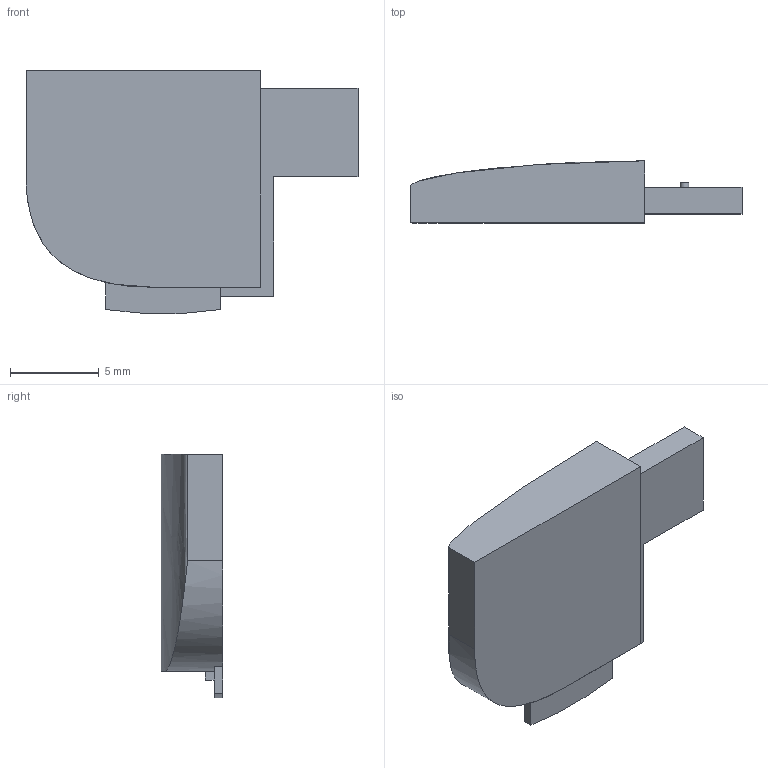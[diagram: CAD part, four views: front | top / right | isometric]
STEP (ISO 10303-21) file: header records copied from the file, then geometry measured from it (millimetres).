
FILE_DESCRIPTION(/* description */ (''),/* implementation_level */ '2;1');
FILE_NAME(/* name */ 'itouch_speaker v2.step',/* time_stamp */ '2019-11-05T18:06:37+08:00',/* author */ (''),/* organization */ (''),/* preprocessor_version */ 'ST-DEVELOPER v18',/* originating_system */ 'Autodesk Translation Framework v8.9.1.1155',/* authorisation */ '');
FILE_SCHEMA (('AUTOMOTIVE_DESIGN { 1 0 10303 214 3 1 1 }'));
Length unit declared in the file: millimetre
Products named in the file (1): itouch_speaker
Bounding box: 18.75 x 3.5 x 13.73 mm (x, y, z)
Volume: 539.2 mm3; surface area: 569.8 mm2
Topology: 2 solids, 2 shells, 25 faces, 60 edges, 40 vertices
Faces by surface type: plane 20, bspline 4, cylinder 1
Full cylindrical faces by diameter (mm): 0.5 x1
Entity records: 848 total; most frequent: CARTESIAN_POINT 264, ORIENTED_EDGE 120, DIRECTION 98, EDGE_CURVE 60, LINE 50, VECTOR 50, VERTEX_POINT 40, EDGE_LOOP 26
